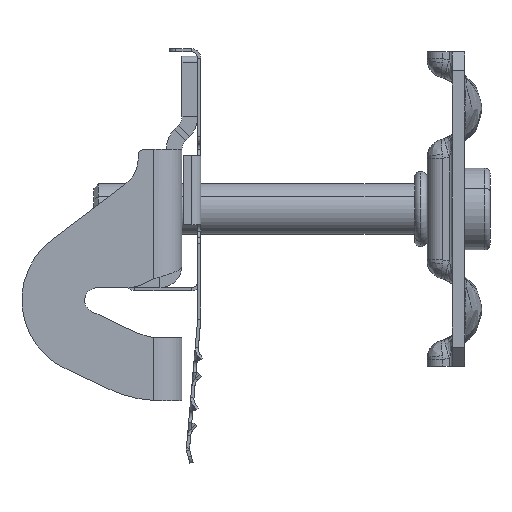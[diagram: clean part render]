
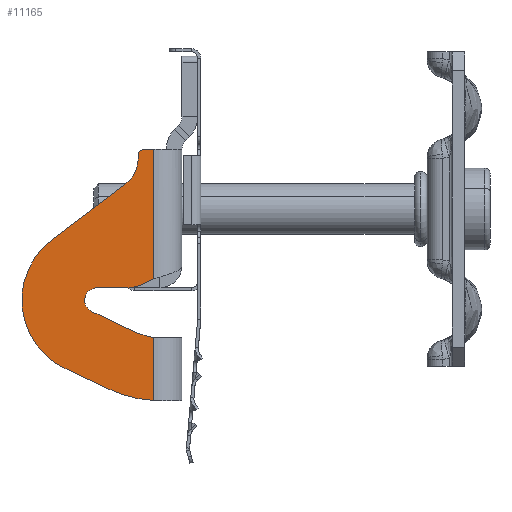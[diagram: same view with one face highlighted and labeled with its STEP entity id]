
A CAD part, left-side view. The second image highlights one B-rep face of the part: STEP entity #11165.
In plain terms, the highlighted planar face has unit normal (-1, 0, 0).
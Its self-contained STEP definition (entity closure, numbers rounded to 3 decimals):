
#205 = CARTESIAN_POINT ( 'NONE',  ( -27., 11.828, -5.808 ) ) ;
#582 = CARTESIAN_POINT ( 'NONE',  ( -27., 3.472, 19. ) ) ;
#864 = AXIS2_PLACEMENT_3D ( 'NONE', #20158, #12056, #16672 ) ;
#1330 = CARTESIAN_POINT ( 'NONE',  ( -27., -61.028, -2. ) ) ;
#1487 = ORIENTED_EDGE ( 'NONE', *, *, #9069, .T. ) ;
#1589 = CARTESIAN_POINT ( 'NONE',  ( -27., 9.472, 18.482 ) ) ;
#1949 = EDGE_CURVE ( 'NONE', #9055, #16141, #12045, .T. ) ;
#2114 = CARTESIAN_POINT ( 'NONE',  ( -27., 2., 0. ) ) ;
#2224 = CARTESIAN_POINT ( 'NONE',  ( -27., 6.086, 3. ) ) ;
#2594 = LINE ( 'NONE', #8922, #6486 ) ;
#2715 = EDGE_CURVE ( 'NONE', #9055, #7563, #8287, .T. ) ;
#2872 = EDGE_CURVE ( 'NONE', #15879, #19727, #8968, .T. ) ;
#3293 = ORIENTED_EDGE ( 'NONE', *, *, #2715, .T. ) ;
#3298 = AXIS2_PLACEMENT_3D ( 'NONE', #2224, #11442, #3477 ) ;
#3406 = CARTESIAN_POINT ( 'NONE',  ( -27., 16.107, -14.846 ) ) ;
#3477 = DIRECTION ( 'NONE',  ( 0., 0., 1. ) ) ;
#3484 = CARTESIAN_POINT ( 'NONE',  ( -27., 2., -19.959 ) ) ;
#3559 = DIRECTION ( 'NONE',  ( 0., 0., -1. ) ) ;
#3655 = CARTESIAN_POINT ( 'NONE',  ( -27., 10.972, -4. ) ) ;
#3678 = LINE ( 'NONE', #6468, #5037 ) ;
#3735 = DIRECTION ( 'NONE',  ( 1., 0., 0. ) ) ;
#3742 = VERTEX_POINT ( 'NONE', #18204 ) ;
#3973 = CARTESIAN_POINT ( 'NONE',  ( -27., 10.972, -4. ) ) ;
#4033 = CIRCLE ( 'NONE', #4355, 20. ) ;
#4092 = ORIENTED_EDGE ( 'NONE', *, *, #6261, .T. ) ;
#4151 = EDGE_CURVE ( 'NONE', #13707, #8863, #4033, .T. ) ;
#4283 = CARTESIAN_POINT ( 'NONE',  ( -27., -3.528, 20. ) ) ;
#4355 = AXIS2_PLACEMENT_3D ( 'NONE', #5188, #3735, #13274 ) ;
#4481 = VECTOR ( 'NONE', #11167, 1000. ) ;
#4645 = EDGE_CURVE ( 'NONE', #10260, #5421, #3678, .T. ) ;
#4691 = DIRECTION ( 'NONE',  ( 0., 0., 1. ) ) ;
#4792 = DIRECTION ( 'NONE',  ( 0., 0., 1. ) ) ;
#5037 = VECTOR ( 'NONE', #11231, 1000. ) ;
#5130 = VECTOR ( 'NONE', #7382, 1000. ) ;
#5188 = CARTESIAN_POINT ( 'NONE',  ( -27., 0.725, 0. ) ) ;
#5421 = VERTEX_POINT ( 'NONE', #11542 ) ;
#5513 = DIRECTION ( 'NONE',  ( 1., 0., 0. ) ) ;
#5803 = CARTESIAN_POINT ( 'NONE',  ( -27., 3.472, 20. ) ) ;
#5892 = VECTOR ( 'NONE', #6088, 1000. ) ;
#6088 = DIRECTION ( 'NONE',  ( 0., -0.797, 0.605 ) ) ;
#6169 = EDGE_CURVE ( 'NONE', #8863, #17761, #2594, .T. ) ;
#6194 = CARTESIAN_POINT ( 'NONE',  ( -27., 11.828, -5.808 ) ) ;
#6203 = CARTESIAN_POINT ( 'NONE',  ( -27., 4.472, 16. ) ) ;
#6261 = EDGE_CURVE ( 'NONE', #19727, #17740, #9313, .T. ) ;
#6286 = CARTESIAN_POINT ( 'NONE',  ( -27., 4.472, 19. ) ) ;
#6334 = ORIENTED_EDGE ( 'NONE', *, *, #18356, .F. ) ;
#6359 = DIRECTION ( 'NONE',  ( 1., 0., 0. ) ) ;
#6468 = CARTESIAN_POINT ( 'NONE',  ( -27., -2.528, 1.5 ) ) ;
#6486 = VECTOR ( 'NONE', #15208, 1000. ) ;
#6793 = EDGE_CURVE ( 'NONE', #20271, #15879, #12507, .T. ) ;
#6888 = DIRECTION ( 'NONE',  ( -1., 0., 0. ) ) ;
#7371 = DIRECTION ( 'NONE',  ( 0., 0., 1. ) ) ;
#7382 = DIRECTION ( 'NONE',  ( 0., -1., 0. ) ) ;
#7563 = VERTEX_POINT ( 'NONE', #19579 ) ;
#7570 = AXIS2_PLACEMENT_3D ( 'NONE', #582, #6888, #13215 ) ;
#7835 = ORIENTED_EDGE ( 'NONE', *, *, #4645, .F. ) ;
#7927 = DIRECTION ( 'NONE',  ( 1., 0., 0. ) ) ;
#8287 = CIRCLE ( 'NONE', #16191, 5. ) ;
#8454 = DIRECTION ( 'NONE',  ( 0., 0., -1. ) ) ;
#8499 = VECTOR ( 'NONE', #18758, 1000. ) ;
#8526 = EDGE_CURVE ( 'NONE', #17740, #5421, #11224, .T. ) ;
#8863 = VERTEX_POINT ( 'NONE', #15770 ) ;
#8922 = CARTESIAN_POINT ( 'NONE',  ( -27., 16.107, -14.846 ) ) ;
#8968 = CIRCLE ( 'NONE', #10946, 2. ) ;
#9035 = EDGE_CURVE ( 'NONE', #18361, #10260, #13627, .T. ) ;
#9055 = VERTEX_POINT ( 'NONE', #14750 ) ;
#9069 = EDGE_CURVE ( 'NONE', #19460, #16141, #20392, .T. ) ;
#9313 = LINE ( 'NONE', #1330, #4481 ) ;
#9627 = ORIENTED_EDGE ( 'NONE', *, *, #13007, .T. ) ;
#9658 = CARTESIAN_POINT ( 'NONE',  ( -27., 5.004, -9.038 ) ) ;
#9782 = FACE_OUTER_BOUND ( 'NONE', #14835, .T. ) ;
#9896 = CARTESIAN_POINT ( 'NONE',  ( -27., 18.228, 5.558 ) ) ;
#10260 = VERTEX_POINT ( 'NONE', #11225 ) ;
#10723 = LINE ( 'NONE', #4283, #5130 ) ;
#10946 = AXIS2_PLACEMENT_3D ( 'NONE', #3973, #13415, #13518 ) ;
#11029 = ORIENTED_EDGE ( 'NONE', *, *, #12163, .F. ) ;
#11032 = PLANE ( 'NONE',  #15010 ) ;
#11165 = ADVANCED_FACE ( 'NONE', ( #9782 ), #11032, .F. ) ;
#11167 = DIRECTION ( 'NONE',  ( 0., -1., 0. ) ) ;
#11224 = CIRCLE ( 'NONE', #3298, 5. ) ;
#11225 = CARTESIAN_POINT ( 'NONE',  ( -27., 2., -0.611 ) ) ;
#11231 = DIRECTION ( 'NONE',  ( 0., 0.906, -0.423 ) ) ;
#11388 = LINE ( 'NONE', #17457, #17019 ) ;
#11442 = DIRECTION ( 'NONE',  ( -1., 0., 0. ) ) ;
#11457 = CIRCLE ( 'NONE', #864, 10. ) ;
#11542 = CARTESIAN_POINT ( 'NONE',  ( -27., 3.973, -1.532 ) ) ;
#12045 = LINE ( 'NONE', #18406, #16599 ) ;
#12056 = DIRECTION ( 'NONE',  ( 1., 0., 0. ) ) ;
#12163 = EDGE_CURVE ( 'NONE', #19460, #18361, #10723, .T. ) ;
#12180 = ORIENTED_EDGE ( 'NONE', *, *, #13261, .F. ) ;
#12386 = ORIENTED_EDGE ( 'NONE', *, *, #1949, .F. ) ;
#12445 = ORIENTED_EDGE ( 'NONE', *, *, #4151, .F. ) ;
#12507 = LINE ( 'NONE', #6194, #8499 ) ;
#12846 = VERTEX_POINT ( 'NONE', #9896 ) ;
#13007 = EDGE_CURVE ( 'NONE', #3742, #20271, #11457, .T. ) ;
#13119 = ORIENTED_EDGE ( 'NONE', *, *, #8526, .T. ) ;
#13215 = DIRECTION ( 'NONE',  ( 0., 1., 0. ) ) ;
#13261 = EDGE_CURVE ( 'NONE', #17761, #12846, #18024, .T. ) ;
#13274 = DIRECTION ( 'NONE',  ( 0., 0., 1. ) ) ;
#13415 = DIRECTION ( 'NONE',  ( 1., 0., 0. ) ) ;
#13487 = ORIENTED_EDGE ( 'NONE', *, *, #6793, .T. ) ;
#13518 = DIRECTION ( 'NONE',  ( 0., 0., -1. ) ) ;
#13627 = LINE ( 'NONE', #2114, #19076 ) ;
#13707 = VERTEX_POINT ( 'NONE', #3484 ) ;
#13848 = ORIENTED_EDGE ( 'NONE', *, *, #16803, .F. ) ;
#14413 = AXIS2_PLACEMENT_3D ( 'NONE', #3655, #5513, #3559 ) ;
#14750 = CARTESIAN_POINT ( 'NONE',  ( -27., 4.472, 18.482 ) ) ;
#14835 = EDGE_LOOP ( 'NONE', ( #11029, #1487, #12386, #3293, #6334, #12180, #18877, #12445, #13848, #9627, #13487, #18847, #4092, #13119, #7835, #17045 ) ) ;
#14980 = CARTESIAN_POINT ( 'NONE',  ( -27., 10.972, -2. ) ) ;
#15010 = AXIS2_PLACEMENT_3D ( 'NONE', #17282, #6359, #4691 ) ;
#15208 = DIRECTION ( 'NONE',  ( 0., 0.904, 0.428 ) ) ;
#15770 = CARTESIAN_POINT ( 'NONE',  ( -27., 9.282, -18.077 ) ) ;
#15879 = VERTEX_POINT ( 'NONE', #205 ) ;
#16097 = CARTESIAN_POINT ( 'NONE',  ( -27., 2., 20. ) ) ;
#16141 = VERTEX_POINT ( 'NONE', #6286 ) ;
#16191 = AXIS2_PLACEMENT_3D ( 'NONE', #1589, #7927, #4792 ) ;
#16231 = DIRECTION ( 'NONE',  ( 0., 0., -1. ) ) ;
#16599 = VECTOR ( 'NONE', #7371, 1000. ) ;
#16672 = DIRECTION ( 'NONE',  ( 0., 0., 1. ) ) ;
#16803 = EDGE_CURVE ( 'NONE', #3742, #13707, #11388, .T. ) ;
#17019 = VECTOR ( 'NONE', #16231, 1000. ) ;
#17045 = ORIENTED_EDGE ( 'NONE', *, *, #9035, .F. ) ;
#17282 = CARTESIAN_POINT ( 'NONE',  ( -27., 0.725, 0. ) ) ;
#17457 = CARTESIAN_POINT ( 'NONE',  ( -27., 2., 0. ) ) ;
#17740 = VERTEX_POINT ( 'NONE', #19066 ) ;
#17761 = VERTEX_POINT ( 'NONE', #3406 ) ;
#18024 = CIRCLE ( 'NONE', #14413, 12. ) ;
#18204 = CARTESIAN_POINT ( 'NONE',  ( -27., 2., -9.918 ) ) ;
#18356 = EDGE_CURVE ( 'NONE', #12846, #7563, #20208, .T. ) ;
#18361 = VERTEX_POINT ( 'NONE', #16097 ) ;
#18406 = CARTESIAN_POINT ( 'NONE',  ( -27., 4.472, 20. ) ) ;
#18758 = DIRECTION ( 'NONE',  ( 0., 0.904, 0.428 ) ) ;
#18847 = ORIENTED_EDGE ( 'NONE', *, *, #2872, .T. ) ;
#18877 = ORIENTED_EDGE ( 'NONE', *, *, #6169, .F. ) ;
#19066 = CARTESIAN_POINT ( 'NONE',  ( -27., 6.086, -2. ) ) ;
#19076 = VECTOR ( 'NONE', #8454, 1000. ) ;
#19460 = VERTEX_POINT ( 'NONE', #5803 ) ;
#19579 = CARTESIAN_POINT ( 'NONE',  ( -27., 6.449, 14.499 ) ) ;
#19727 = VERTEX_POINT ( 'NONE', #14980 ) ;
#20158 = CARTESIAN_POINT ( 'NONE',  ( -27., 0.725, 0. ) ) ;
#20208 = LINE ( 'NONE', #6203, #5892 ) ;
#20271 = VERTEX_POINT ( 'NONE', #9658 ) ;
#20392 = CIRCLE ( 'NONE', #7570, 1. ) ;
